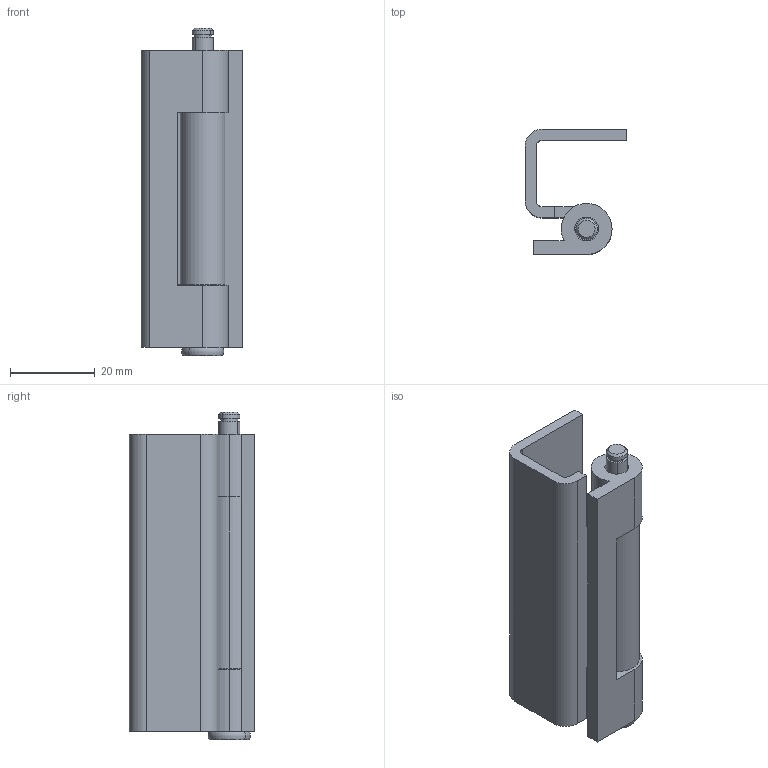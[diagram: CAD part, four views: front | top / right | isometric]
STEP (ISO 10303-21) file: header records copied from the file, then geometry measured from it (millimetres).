
FILE_DESCRIPTION (( 'STEP AP203' ), '1' );
FILE_NAME ('B-592.STEP', '2009-06-30T06:38:47', ( ' ' ), ( ' ' ), 'SwSTEP 2.0', 'SolidWorks 2007', '' );
FILE_SCHEMA (( 'CONFIG_CONTROL_DESIGN' ));
Length unit declared in the file: millimetre
Products named in the file (4): B-592僸儞僕A__棉太倌; B-592; B-592僸儞僕B__棉太倌; B-592僔儍僼僩__棉太倌
Assembly tree (3 placements, depth 2):
  B-592
    B-592僔儍僼僩__棉太倌
    B-592僸儞僕B__棉太倌
    B-592僸儞僕A__棉太倌
Bounding box: 24 x 29.5 x 77.2 mm (x, y, z)
Volume: 17084.8 mm3; surface area: 13747.8 mm2
Topology: 3 solids, 3 shells, 55 faces, 136 edges, 90 vertices
Faces by surface type: plane 26, cylinder 25, cone 2, torus 2
Entity records: 2078 total; most frequent: DIRECTION 316, CARTESIAN_POINT 287, ORIENTED_EDGE 272, EDGE_CURVE 136, AXIS2_PLACEMENT_3D 119, VERTEX_POINT 90, VECTOR 78, LINE 78
